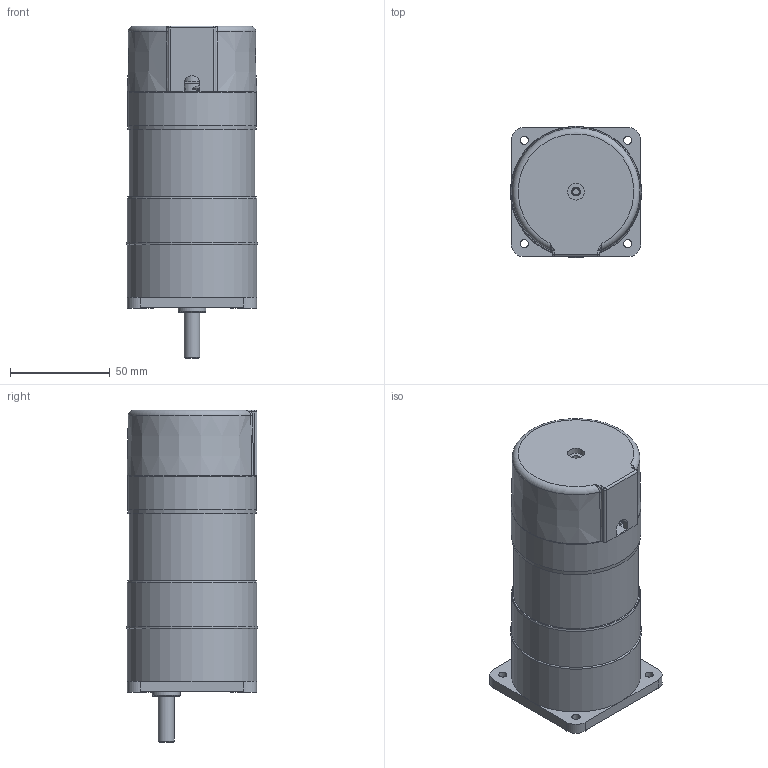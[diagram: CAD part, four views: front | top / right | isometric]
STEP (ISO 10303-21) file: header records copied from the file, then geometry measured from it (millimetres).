
FILE_DESCRIPTION((''),'2;1');
FILE_NAME('ZG_46_000006_ASM46SG_KK_IP40_WelleRund_Rev1.stp','2016-06-01T09:29:24',('Zeichen-PC'),(''),'Autodesk Inventor 2010','Autodesk Inventor 2010','');
FILE_SCHEMA(('AUTOMOTIVE_DESIGN { 1 0 10303 214 1 1 1 1 }'));
Length unit declared in the file: millimetre
Products named in the file (10): ZG_46_000006_ASM46SG_KK_IP40_WelleRund_Rev1; 5101-STG-Metall; LagerschaleB3-ZG-Rev1-0; ZG_51108x067_Endwelle_8x67_Rev0; DIN EN 24036 M5; DIN EN ISO 7045 H M4 x 40 - 4.8 - H; SchraubeDIN7045 - M4 x85; LochNippel; ZG_5002040_Stator_40er_Platzhalter_schwarz; Klemmkasten mit Kabeleintritsloch-größe angepasst
Assembly tree (14 placements, depth 2):
  ZG_46_000006_ASM46SG_KK_IP40_WelleRund_Rev1
    5101-STG-Metall
    LagerschaleB3-ZG-Rev1-0
    ZG_51108x067_Endwelle_8x67_Rev0
    DIN EN 24036 M5  x3
    DIN EN ISO 7045 H M4 x 40 - 4.8 - H  x3
    SchraubeDIN7045 - M4 x85
    LochNippel  x2
    ZG_5002040_Stator_40er_Platzhalter_schwarz
    Klemmkasten mit Kabeleintritsloch-größe angepasst
Bounding box: 66 x 66 x 166.8 mm (x, y, z)
Volume: 228667.3 mm3; surface area: 90964 mm2
Topology: 14 solids, 14 shells, 458 faces, 1062 edges, 662 vertices
Faces by surface type: plane 181, cylinder 90, bspline 77, cone 73, torus 31, sphere 6
Full cylindrical faces by diameter (mm): 2.5 x2, 3.621 x4, 4 x4, 4.1 x8, 4.3 x1, 5.2 x3, 6 x1, 8 x3, 8.5 x3, 10 x1, 10.5 x2, 12 x3, 12.009 x2, 13 x4, 14 x1, 15.5 x1, 16 x1, 61 x1, 63 x2, 65 x3
Entity records: 12113 total; most frequent: CARTESIAN_POINT 4088, DIRECTION 1573, ORIENTED_EDGE 1426, EDGE_CURVE 713, AXIS2_PLACEMENT_3D 655, EDGE_LOOP 555, VERTEX_POINT 502, FACE_OUTER_BOUND 368
